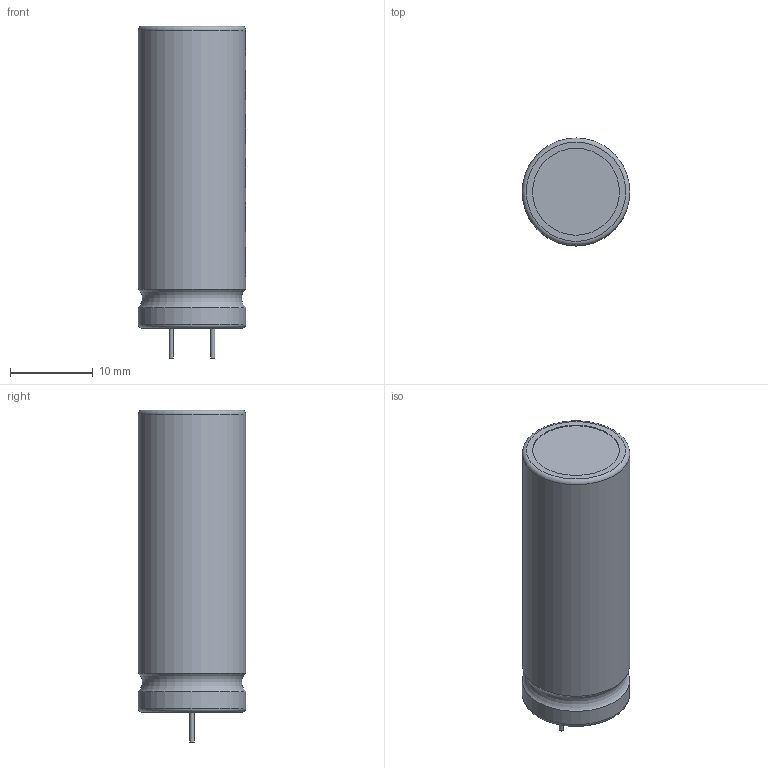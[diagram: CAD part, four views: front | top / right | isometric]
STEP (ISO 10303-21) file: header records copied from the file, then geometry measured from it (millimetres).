
FILE_DESCRIPTION(/* description */ (''),/* implementation_level */ '2;1');
FILE_NAME(/* name */ 'CAPPR500-1300X3650.stp',/* time_stamp */ '2015-06-02T08:58:21+02:00',/* author */ ('admchouv'),/* organization */ (''),/* preprocessor_version */ 'ST-DEVELOPER v15.5',/* originating_system */ 'AutoCAD Mechanical',/* authorisation */ '');
FILE_SCHEMA (('AUTOMOTIVE_DESIGN { 1 0 10303 214 3 1 1 }'));
Length unit declared in the file: millimetre
Products named in the file (1): Product
Bounding box: 13 x 13 x 40.1 mm (x, y, z)
Volume: 4793.9 mm3; surface area: 2199.3 mm2
Topology: 11 solids, 11 shells, 89 faces, 193 edges, 128 vertices
Faces by surface type: plane 60, cylinder 26, torus 3
Full cylindrical faces by diameter (mm): 0.5 x2, 10.5 x4, 13 x2
Entity records: 2255 total; most frequent: DIRECTION 408, CARTESIAN_POINT 366, ORIENTED_EDGE 324, EDGE_CURVE 162, AXIS2_PLACEMENT_3D 156, VERTEX_POINT 114, EDGE_LOOP 108, LINE 96
